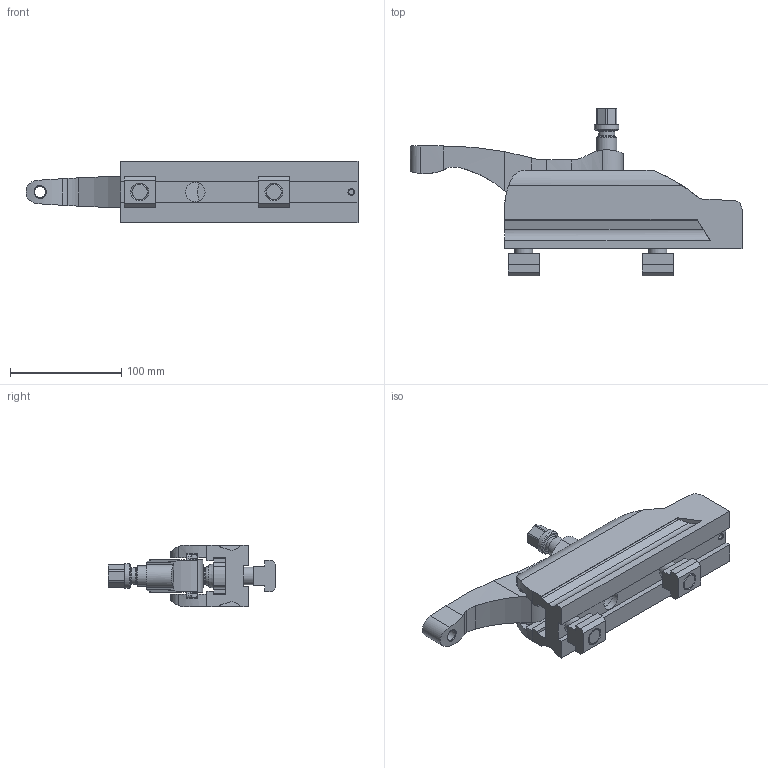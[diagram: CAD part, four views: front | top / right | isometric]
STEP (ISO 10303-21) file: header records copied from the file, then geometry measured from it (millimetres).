
FILE_DESCRIPTION( ( 'STEP AP203' ), ' ' );
FILE_NAME( 'EH 23690.0016 Compact clamps (H1=6785).stp', '2015-09-17T10:41:46', ( '' ), ( '' ), ' ', 'PARTsolutions', ' ' );
FILE_SCHEMA( ( 'CONFIG_CONTROL_DESIGN' ) );
Length unit declared in the file: millimetre
Products named in the file (9): EH 23690.0016 Compact clamps (H1=6785); _EH 23690.0016 Compact clamps (H1=6785)-1; _EH 23690.0016 Compact clamps -sch_fh; _EH 23690.0016 Compact clamps (H1=6785)-6; _EH 23690.0016 Compact clamps -sc1; _EH 23690.0016 Compact clamps (H1=6785)-2; _EH 23690.0016 Compact clamps (H1=6785)-4; _EH 23690.0016 Compact clamps (H1=6785)-5; _EH 23690.0016 Compact clamps (H1=6785)-3
Assembly tree (10 placements, depth 2):
  EH 23690.0016 Compact clamps (H1=6785)
    _EH 23690.0016 Compact clamps (H1=6785)-1
    _EH 23690.0016 Compact clamps -sch_fh  x2
    _EH 23690.0016 Compact clamps (H1=6785)-6  x2
    _EH 23690.0016 Compact clamps -sc1
    _EH 23690.0016 Compact clamps (H1=6785)-2
    _EH 23690.0016 Compact clamps (H1=6785)-4
    _EH 23690.0016 Compact clamps (H1=6785)-5
    _EH 23690.0016 Compact clamps (H1=6785)-3
Bounding box: 298 x 150.6 x 55 mm (x, y, z)
Volume: 573387.5 mm3; surface area: 133485.7 mm2
Topology: 10 solids, 10 shells, 287 faces, 718 edges, 461 vertices
Faces by surface type: plane 142, cylinder 97, cone 38, torus 9, sphere 1
Full cylindrical faces by diameter (mm): 3 x1, 4.917 x1, 6 x1, 10 x1, 10.106 x1, 13.835 x2, 14.4 x1, 15.1 x1, 15.294 x1, 16 x2, 17.5 x3, 18 x1, 18.15 x1, 19.96 x1, 22 x2, 24 x2, 26 x3
Entity records: 8798 total; most frequent: CARTESIAN_POINT 2559, DIRECTION 1210, ORIENTED_EDGE 1198, EDGE_CURVE 599, AXIS2_PLACEMENT_3D 451, VERTEX_POINT 410, EDGE_LOOP 328, LINE 308
